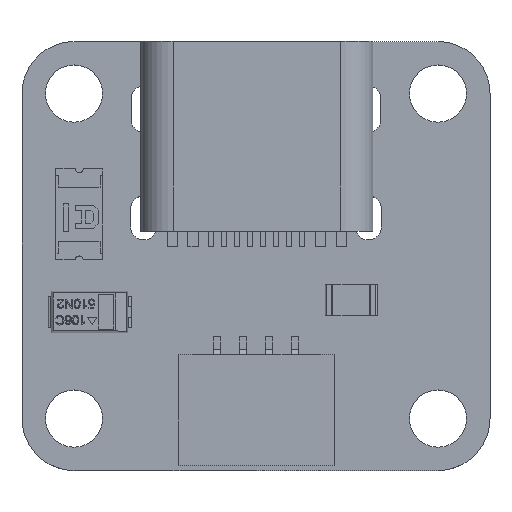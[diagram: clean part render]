
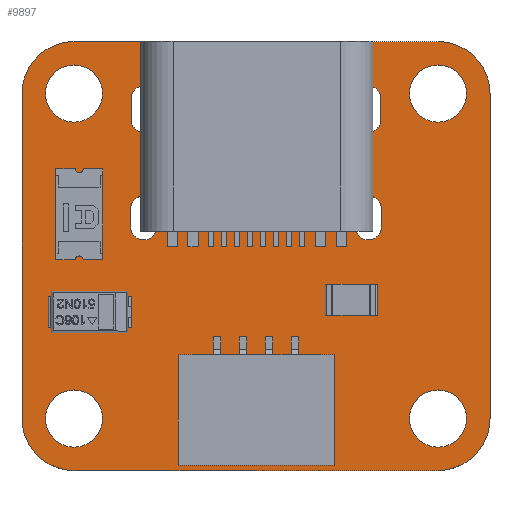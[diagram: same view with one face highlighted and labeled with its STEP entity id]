
A CAD part, top view. The second image highlights one B-rep face of the part: STEP entity #9897.
In plain terms, the highlighted planar face has unit normal (0, 0, 1).
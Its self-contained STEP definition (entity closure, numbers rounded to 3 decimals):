
#547=CIRCLE('',#10496,2.);
#549=CIRCLE('',#10499,2.);
#566=CIRCLE('',#10518,2.);
#567=CIRCLE('',#10519,2.);
#568=CIRCLE('',#10520,0.325);
#569=CIRCLE('',#10521,0.5);
#570=CIRCLE('',#10522,0.5);
#571=CIRCLE('',#10523,0.325);
#572=CIRCLE('',#10524,0.5);
#573=CIRCLE('',#10525,0.5);
#574=CIRCLE('',#10526,1.1);
#575=CIRCLE('',#10527,0.5);
#576=CIRCLE('',#10528,0.5);
#577=CIRCLE('',#10529,0.5);
#578=CIRCLE('',#10530,0.5);
#579=CIRCLE('',#10531,1.1);
#580=CIRCLE('',#10532,1.1);
#581=CIRCLE('',#10533,1.1);
#786=FACE_BOUND('',#1847,.T.);
#787=FACE_BOUND('',#1848,.T.);
#788=FACE_BOUND('',#1849,.T.);
#789=FACE_BOUND('',#1850,.T.);
#790=FACE_BOUND('',#1851,.T.);
#791=FACE_BOUND('',#1852,.T.);
#792=FACE_BOUND('',#1853,.T.);
#793=FACE_BOUND('',#1854,.T.);
#794=FACE_BOUND('',#1855,.T.);
#795=FACE_BOUND('',#1856,.T.);
#1294=FACE_OUTER_BOUND('',#1846,.T.);
#1846=EDGE_LOOP('',(#8928,#8929,#8930,#8931,#8932,#8933,#8934,#8935));
#1847=EDGE_LOOP('',(#8936));
#1848=EDGE_LOOP('',(#8937,#8938,#8939,#8940));
#1849=EDGE_LOOP('',(#8941));
#1850=EDGE_LOOP('',(#8942,#8943,#8944,#8945));
#1851=EDGE_LOOP('',(#8946));
#1852=EDGE_LOOP('',(#8947,#8948,#8949,#8950));
#1853=EDGE_LOOP('',(#8951,#8952,#8953,#8954));
#1854=EDGE_LOOP('',(#8955));
#1855=EDGE_LOOP('',(#8956));
#1856=EDGE_LOOP('',(#8957));
#2851=LINE('',#17566,#3869);
#2865=LINE('',#17635,#3883);
#2866=LINE('',#17639,#3884);
#2867=LINE('',#17642,#3885);
#2868=LINE('',#17649,#3886);
#2869=LINE('',#17652,#3887);
#2870=LINE('',#17659,#3888);
#2871=LINE('',#17662,#3889);
#2872=LINE('',#17669,#3890);
#2873=LINE('',#17672,#3891);
#2874=LINE('',#17677,#3892);
#2875=LINE('',#17680,#3893);
#3869=VECTOR('',#12498,1.);
#3883=VECTOR('',#12560,1.);
#3884=VECTOR('',#12563,1.);
#3885=VECTOR('',#12566,1.);
#3886=VECTOR('',#12571,1.);
#3887=VECTOR('',#12574,1.);
#3888=VECTOR('',#12579,1.);
#3889=VECTOR('',#12582,1.);
#3890=VECTOR('',#12587,1.);
#3891=VECTOR('',#12590,1.);
#3892=VECTOR('',#12593,1.);
#3893=VECTOR('',#12596,1.);
#4789=VERTEX_POINT('',#17560);
#4791=VERTEX_POINT('',#17564);
#4793=VERTEX_POINT('',#17569);
#4795=VERTEX_POINT('',#17576);
#4822=VERTEX_POINT('',#17634);
#4823=VERTEX_POINT('',#17636);
#4824=VERTEX_POINT('',#17638);
#4825=VERTEX_POINT('',#17640);
#4826=VERTEX_POINT('',#17643);
#4827=VERTEX_POINT('',#17645);
#4828=VERTEX_POINT('',#17646);
#4829=VERTEX_POINT('',#17648);
#4830=VERTEX_POINT('',#17650);
#4831=VERTEX_POINT('',#17653);
#4832=VERTEX_POINT('',#17655);
#4833=VERTEX_POINT('',#17656);
#4834=VERTEX_POINT('',#17658);
#4835=VERTEX_POINT('',#17660);
#4836=VERTEX_POINT('',#17663);
#4837=VERTEX_POINT('',#17665);
#4838=VERTEX_POINT('',#17666);
#4839=VERTEX_POINT('',#17668);
#4840=VERTEX_POINT('',#17670);
#4841=VERTEX_POINT('',#17673);
#4842=VERTEX_POINT('',#17674);
#4843=VERTEX_POINT('',#17676);
#4844=VERTEX_POINT('',#17678);
#4845=VERTEX_POINT('',#17681);
#4846=VERTEX_POINT('',#17683);
#4847=VERTEX_POINT('',#17685);
#6167=EDGE_CURVE('',#4789,#4791,#2851,.T.);
#6170=EDGE_CURVE('',#4793,#4789,#547,.T.);
#6173=EDGE_CURVE('',#4791,#4795,#549,.T.);
#6201=EDGE_CURVE('',#4795,#4822,#2865,.T.);
#6202=EDGE_CURVE('',#4822,#4823,#566,.T.);
#6203=EDGE_CURVE('',#4823,#4824,#2866,.T.);
#6204=EDGE_CURVE('',#4824,#4825,#567,.T.);
#6205=EDGE_CURVE('',#4825,#4793,#2867,.T.);
#6206=EDGE_CURVE('',#4826,#4826,#568,.T.);
#6207=EDGE_CURVE('',#4827,#4828,#569,.T.);
#6208=EDGE_CURVE('',#4829,#4827,#2868,.T.);
#6209=EDGE_CURVE('',#4830,#4829,#570,.T.);
#6210=EDGE_CURVE('',#4828,#4830,#2869,.T.);
#6211=EDGE_CURVE('',#4831,#4831,#571,.T.);
#6212=EDGE_CURVE('',#4832,#4833,#572,.T.);
#6213=EDGE_CURVE('',#4834,#4832,#2870,.T.);
#6214=EDGE_CURVE('',#4835,#4834,#573,.T.);
#6215=EDGE_CURVE('',#4833,#4835,#2871,.T.);
#6216=EDGE_CURVE('',#4836,#4836,#574,.T.);
#6217=EDGE_CURVE('',#4837,#4838,#575,.T.);
#6218=EDGE_CURVE('',#4839,#4837,#2872,.T.);
#6219=EDGE_CURVE('',#4840,#4839,#576,.T.);
#6220=EDGE_CURVE('',#4838,#4840,#2873,.T.);
#6221=EDGE_CURVE('',#4841,#4842,#577,.T.);
#6222=EDGE_CURVE('',#4843,#4841,#2874,.T.);
#6223=EDGE_CURVE('',#4844,#4843,#578,.T.);
#6224=EDGE_CURVE('',#4842,#4844,#2875,.T.);
#6225=EDGE_CURVE('',#4845,#4845,#579,.T.);
#6226=EDGE_CURVE('',#4846,#4846,#580,.T.);
#6227=EDGE_CURVE('',#4847,#4847,#581,.T.);
#8928=ORIENTED_EDGE('',*,*,#6167,.T.);
#8929=ORIENTED_EDGE('',*,*,#6173,.T.);
#8930=ORIENTED_EDGE('',*,*,#6201,.T.);
#8931=ORIENTED_EDGE('',*,*,#6202,.T.);
#8932=ORIENTED_EDGE('',*,*,#6203,.T.);
#8933=ORIENTED_EDGE('',*,*,#6204,.T.);
#8934=ORIENTED_EDGE('',*,*,#6205,.T.);
#8935=ORIENTED_EDGE('',*,*,#6170,.T.);
#8936=ORIENTED_EDGE('',*,*,#6206,.F.);
#8937=ORIENTED_EDGE('',*,*,#6207,.F.);
#8938=ORIENTED_EDGE('',*,*,#6208,.F.);
#8939=ORIENTED_EDGE('',*,*,#6209,.F.);
#8940=ORIENTED_EDGE('',*,*,#6210,.F.);
#8941=ORIENTED_EDGE('',*,*,#6211,.F.);
#8942=ORIENTED_EDGE('',*,*,#6212,.F.);
#8943=ORIENTED_EDGE('',*,*,#6213,.F.);
#8944=ORIENTED_EDGE('',*,*,#6214,.F.);
#8945=ORIENTED_EDGE('',*,*,#6215,.F.);
#8946=ORIENTED_EDGE('',*,*,#6216,.F.);
#8947=ORIENTED_EDGE('',*,*,#6217,.F.);
#8948=ORIENTED_EDGE('',*,*,#6218,.F.);
#8949=ORIENTED_EDGE('',*,*,#6219,.F.);
#8950=ORIENTED_EDGE('',*,*,#6220,.F.);
#8951=ORIENTED_EDGE('',*,*,#6221,.F.);
#8952=ORIENTED_EDGE('',*,*,#6222,.F.);
#8953=ORIENTED_EDGE('',*,*,#6223,.F.);
#8954=ORIENTED_EDGE('',*,*,#6224,.F.);
#8955=ORIENTED_EDGE('',*,*,#6225,.F.);
#8956=ORIENTED_EDGE('',*,*,#6226,.F.);
#8957=ORIENTED_EDGE('',*,*,#6227,.F.);
#9387=PLANE('',#10517);
#9897=ADVANCED_FACE('',(#1294,#786,#787,#788,#789,#790,#791,#792,#793,#794,
#795),#9387,.T.);
#10496=AXIS2_PLACEMENT_3D('',#17572,#12504,#12505);
#10499=AXIS2_PLACEMENT_3D('',#17578,#12511,#12512);
#10517=AXIS2_PLACEMENT_3D('',#17633,#12558,#12559);
#10518=AXIS2_PLACEMENT_3D('',#17637,#12561,#12562);
#10519=AXIS2_PLACEMENT_3D('',#17641,#12564,#12565);
#10520=AXIS2_PLACEMENT_3D('',#17644,#12567,#12568);
#10521=AXIS2_PLACEMENT_3D('',#17647,#12569,#12570);
#10522=AXIS2_PLACEMENT_3D('',#17651,#12572,#12573);
#10523=AXIS2_PLACEMENT_3D('',#17654,#12575,#12576);
#10524=AXIS2_PLACEMENT_3D('',#17657,#12577,#12578);
#10525=AXIS2_PLACEMENT_3D('',#17661,#12580,#12581);
#10526=AXIS2_PLACEMENT_3D('',#17664,#12583,#12584);
#10527=AXIS2_PLACEMENT_3D('',#17667,#12585,#12586);
#10528=AXIS2_PLACEMENT_3D('',#17671,#12588,#12589);
#10529=AXIS2_PLACEMENT_3D('',#17675,#12591,#12592);
#10530=AXIS2_PLACEMENT_3D('',#17679,#12594,#12595);
#10531=AXIS2_PLACEMENT_3D('',#17682,#12597,#12598);
#10532=AXIS2_PLACEMENT_3D('',#17684,#12599,#12600);
#10533=AXIS2_PLACEMENT_3D('',#17686,#12601,#12602);
#12498=DIRECTION('',(-1.,0.,0.));
#12504=DIRECTION('center_axis',(0.,0.,1.));
#12505=DIRECTION('ref_axis',(1.,0.,0.));
#12511=DIRECTION('center_axis',(0.,0.,1.));
#12512=DIRECTION('ref_axis',(1.,0.,0.));
#12558=DIRECTION('center_axis',(0.,0.,1.));
#12559=DIRECTION('ref_axis',(1.,0.,0.));
#12560=DIRECTION('',(0.,-1.,0.));
#12561=DIRECTION('center_axis',(0.,0.,1.));
#12562=DIRECTION('ref_axis',(1.,0.,0.));
#12563=DIRECTION('',(1.,0.,0.));
#12564=DIRECTION('center_axis',(0.,0.,1.));
#12565=DIRECTION('ref_axis',(1.,0.,0.));
#12566=DIRECTION('',(0.,1.,0.));
#12567=DIRECTION('center_axis',(0.,0.,1.));
#12568=DIRECTION('ref_axis',(1.,0.,0.));
#12569=DIRECTION('center_axis',(0.,0.,1.));
#12570=DIRECTION('ref_axis',(1.,0.,0.));
#12571=DIRECTION('',(0.,-1.,0.));
#12572=DIRECTION('center_axis',(0.,0.,1.));
#12573=DIRECTION('ref_axis',(1.,0.,0.));
#12574=DIRECTION('',(0.,1.,0.));
#12575=DIRECTION('center_axis',(0.,0.,1.));
#12576=DIRECTION('ref_axis',(1.,0.,0.));
#12577=DIRECTION('center_axis',(0.,0.,1.));
#12578=DIRECTION('ref_axis',(1.,0.,0.));
#12579=DIRECTION('',(0.,-1.,0.));
#12580=DIRECTION('center_axis',(0.,0.,1.));
#12581=DIRECTION('ref_axis',(1.,0.,0.));
#12582=DIRECTION('',(0.,1.,0.));
#12583=DIRECTION('center_axis',(0.,0.,1.));
#12584=DIRECTION('ref_axis',(1.,0.,0.));
#12585=DIRECTION('center_axis',(0.,0.,1.));
#12586=DIRECTION('ref_axis',(1.,0.,0.));
#12587=DIRECTION('',(0.,1.,0.));
#12588=DIRECTION('center_axis',(0.,0.,1.));
#12589=DIRECTION('ref_axis',(1.,0.,0.));
#12590=DIRECTION('',(0.,-1.,0.));
#12591=DIRECTION('center_axis',(0.,0.,1.));
#12592=DIRECTION('ref_axis',(1.,0.,0.));
#12593=DIRECTION('',(0.,-1.,0.));
#12594=DIRECTION('center_axis',(0.,0.,1.));
#12595=DIRECTION('ref_axis',(1.,0.,0.));
#12596=DIRECTION('',(0.,1.,0.));
#12597=DIRECTION('center_axis',(0.,0.,1.));
#12598=DIRECTION('ref_axis',(1.,0.,0.));
#12599=DIRECTION('center_axis',(0.,0.,1.));
#12600=DIRECTION('ref_axis',(1.,0.,0.));
#12601=DIRECTION('center_axis',(0.,0.,1.));
#12602=DIRECTION('ref_axis',(1.,0.,0.));
#17560=CARTESIAN_POINT('',(15.73,2.,1.6));
#17564=CARTESIAN_POINT('',(1.73,2.,1.6));
#17566=CARTESIAN_POINT('',(15.73,2.,1.6));
#17569=CARTESIAN_POINT('',(17.73,0.,1.6));
#17572=CARTESIAN_POINT('Origin',(15.73,0.,1.6));
#17576=CARTESIAN_POINT('',(-0.27,0.,1.6));
#17578=CARTESIAN_POINT('Origin',(1.73,0.,1.6));
#17633=CARTESIAN_POINT('Origin',(8.73,-6.25,1.6));
#17634=CARTESIAN_POINT('',(-0.27,-12.5,1.6));
#17635=CARTESIAN_POINT('',(-0.27,0.,1.6));
#17636=CARTESIAN_POINT('',(1.73,-14.5,1.6));
#17637=CARTESIAN_POINT('Origin',(1.73,-12.5,1.6));
#17638=CARTESIAN_POINT('',(15.73,-14.5,1.6));
#17639=CARTESIAN_POINT('',(1.73,-14.5,1.6));
#17640=CARTESIAN_POINT('',(17.73,-12.5,1.6));
#17641=CARTESIAN_POINT('Origin',(15.73,-12.5,1.6));
#17642=CARTESIAN_POINT('',(17.73,-12.5,1.6));
#17643=CARTESIAN_POINT('',(11.295,-4.25,1.6));
#17644=CARTESIAN_POINT('Origin',(11.62,-4.25,1.6));
#17645=CARTESIAN_POINT('',(3.93,-1.,1.6));
#17646=CARTESIAN_POINT('',(4.93,-1.,1.6));
#17647=CARTESIAN_POINT('Origin',(4.43,-1.,1.6));
#17648=CARTESIAN_POINT('',(3.93,-0.2,1.6));
#17649=CARTESIAN_POINT('',(3.93,-0.2,1.6));
#17650=CARTESIAN_POINT('',(4.93,-0.2,1.6));
#17651=CARTESIAN_POINT('Origin',(4.43,-0.2,1.6));
#17652=CARTESIAN_POINT('',(4.93,-1.,1.6));
#17653=CARTESIAN_POINT('',(5.515,-4.25,1.6));
#17654=CARTESIAN_POINT('Origin',(5.84,-4.25,1.6));
#17655=CARTESIAN_POINT('',(3.91,-5.13,1.6));
#17656=CARTESIAN_POINT('',(4.91,-5.13,1.6));
#17657=CARTESIAN_POINT('Origin',(4.41,-5.13,1.6));
#17658=CARTESIAN_POINT('',(3.91,-4.43,1.6));
#17659=CARTESIAN_POINT('',(3.91,-4.43,1.6));
#17660=CARTESIAN_POINT('',(4.91,-4.43,1.6));
#17661=CARTESIAN_POINT('Origin',(4.41,-4.43,1.6));
#17662=CARTESIAN_POINT('',(4.91,-5.13,1.6));
#17663=CARTESIAN_POINT('',(14.63,0.,1.6));
#17664=CARTESIAN_POINT('Origin',(15.73,0.,1.6));
#17665=CARTESIAN_POINT('',(13.53,-0.2,1.6));
#17666=CARTESIAN_POINT('',(12.53,-0.2,1.6));
#17667=CARTESIAN_POINT('Origin',(13.03,-0.2,1.6));
#17668=CARTESIAN_POINT('',(13.53,-1.,1.6));
#17669=CARTESIAN_POINT('',(13.53,-1.,1.6));
#17670=CARTESIAN_POINT('',(12.53,-1.,1.6));
#17671=CARTESIAN_POINT('Origin',(13.03,-1.,1.6));
#17672=CARTESIAN_POINT('',(12.53,-0.2,1.6));
#17673=CARTESIAN_POINT('',(12.55,-5.13,1.6));
#17674=CARTESIAN_POINT('',(13.55,-5.13,1.6));
#17675=CARTESIAN_POINT('Origin',(13.05,-5.13,1.6));
#17676=CARTESIAN_POINT('',(12.55,-4.43,1.6));
#17677=CARTESIAN_POINT('',(12.55,-4.43,1.6));
#17678=CARTESIAN_POINT('',(13.55,-4.43,1.6));
#17679=CARTESIAN_POINT('Origin',(13.05,-4.43,1.6));
#17680=CARTESIAN_POINT('',(13.55,-5.13,1.6));
#17681=CARTESIAN_POINT('',(14.63,-12.5,1.6));
#17682=CARTESIAN_POINT('Origin',(15.73,-12.5,1.6));
#17683=CARTESIAN_POINT('',(0.63,0.,1.6));
#17684=CARTESIAN_POINT('Origin',(1.73,0.,1.6));
#17685=CARTESIAN_POINT('',(0.63,-12.5,1.6));
#17686=CARTESIAN_POINT('Origin',(1.73,-12.5,1.6));
